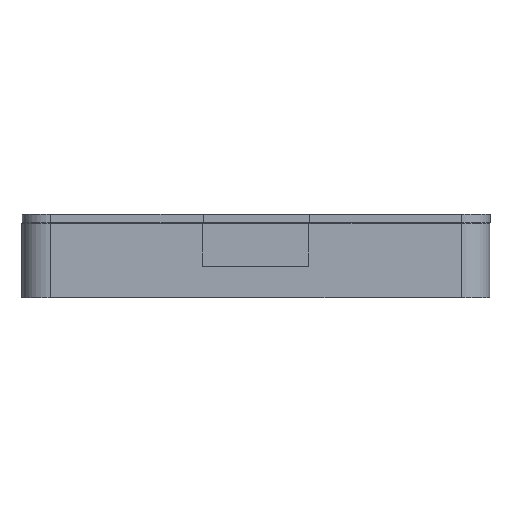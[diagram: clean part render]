
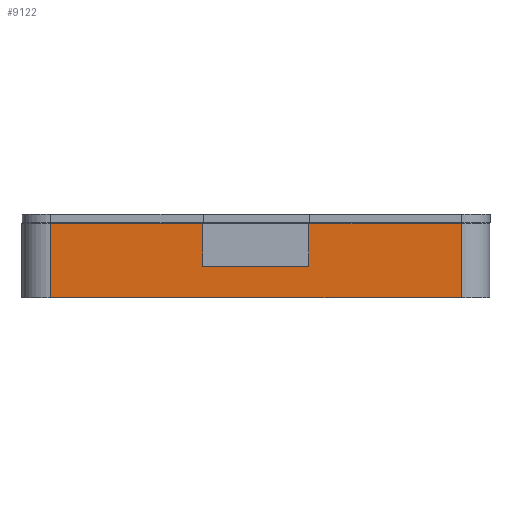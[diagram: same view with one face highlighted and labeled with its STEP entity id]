
A CAD part, left-side view. The second image highlights one B-rep face of the part: STEP entity #9122.
In plain terms, the highlighted planar face has unit normal (-1, 0, 0).
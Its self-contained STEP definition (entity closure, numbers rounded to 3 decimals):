
#1610=FACE_OUTER_BOUND('',#2254,.T.);
#2254=EDGE_LOOP('',(#8411,#8412,#8413,#8414,#8415,#8416,#8417,#8418));
#2935=LINE('',#17227,#3633);
#2943=LINE('',#17243,#3641);
#2949=LINE('',#17268,#3647);
#2950=LINE('',#17271,#3648);
#2951=LINE('',#17272,#3649);
#2952=LINE('',#17274,#3650);
#2953=LINE('',#17276,#3651);
#2954=LINE('',#17277,#3652);
#3633=VECTOR('',#11342,10.);
#3641=VECTOR('',#11350,10.);
#3647=VECTOR('',#11376,10.);
#3648=VECTOR('',#11379,10.);
#3649=VECTOR('',#11380,10.);
#3650=VECTOR('',#11381,10.);
#3651=VECTOR('',#11382,10.);
#3652=VECTOR('',#11383,10.);
#4520=VERTEX_POINT('',#17224);
#4521=VERTEX_POINT('',#17226);
#4528=VERTEX_POINT('',#17240);
#4529=VERTEX_POINT('',#17242);
#4538=VERTEX_POINT('',#17266);
#4539=VERTEX_POINT('',#17270);
#4540=VERTEX_POINT('',#17273);
#4541=VERTEX_POINT('',#17275);
#5819=EDGE_CURVE('',#4520,#4521,#2935,.T.);
#5827=EDGE_CURVE('',#4528,#4529,#2943,.T.);
#5840=EDGE_CURVE('',#4538,#4520,#2949,.T.);
#5841=EDGE_CURVE('',#4538,#4539,#2950,.T.);
#5842=EDGE_CURVE('',#4529,#4539,#2951,.T.);
#5843=EDGE_CURVE('',#4528,#4540,#2952,.T.);
#5844=EDGE_CURVE('',#4540,#4541,#2953,.T.);
#5845=EDGE_CURVE('',#4541,#4521,#2954,.T.);
#8411=ORIENTED_EDGE('',*,*,#5840,.F.);
#8412=ORIENTED_EDGE('',*,*,#5841,.T.);
#8413=ORIENTED_EDGE('',*,*,#5842,.F.);
#8414=ORIENTED_EDGE('',*,*,#5827,.F.);
#8415=ORIENTED_EDGE('',*,*,#5843,.T.);
#8416=ORIENTED_EDGE('',*,*,#5844,.T.);
#8417=ORIENTED_EDGE('',*,*,#5845,.T.);
#8418=ORIENTED_EDGE('',*,*,#5819,.F.);
#8664=PLANE('',#9682);
#9122=ADVANCED_FACE('',(#1610),#8664,.T.);
#9682=AXIS2_PLACEMENT_3D('',#17269,#11377,#11378);
#11342=DIRECTION('',(0.,-1.,0.));
#11350=DIRECTION('',(0.,-1.,0.));
#11376=DIRECTION('',(0.,0.,1.));
#11377=DIRECTION('center_axis',(-1.,0.,0.));
#11378=DIRECTION('ref_axis',(0.,-1.,0.));
#11379=DIRECTION('',(0.,-1.,0.));
#11380=DIRECTION('',(0.,0.,-1.));
#11381=DIRECTION('',(0.,0.,-1.));
#11382=DIRECTION('',(0.,1.,0.));
#11383=DIRECTION('',(0.,0.,1.));
#17224=CARTESIAN_POINT('',(-10.,5.,13.));
#17226=CARTESIAN_POINT('',(-10.,-21.56,13.));
#17227=CARTESIAN_POINT('',(-10.,10.,13.));
#17240=CARTESIAN_POINT('',(-10.,-40.06,13.));
#17242=CARTESIAN_POINT('',(-10.,-66.62,13.));
#17243=CARTESIAN_POINT('',(-10.,10.,13.));
#17266=CARTESIAN_POINT('',(-10.,5.,0.));
#17268=CARTESIAN_POINT('',(-10.,5.,0.));
#17269=CARTESIAN_POINT('Origin',(-10.,10.,0.));
#17270=CARTESIAN_POINT('',(-10.,-66.62,0.));
#17271=CARTESIAN_POINT('',(-10.,10.,0.));
#17272=CARTESIAN_POINT('',(-10.,-66.62,0.));
#17273=CARTESIAN_POINT('',(-10.,-40.06,5.5));
#17274=CARTESIAN_POINT('',(-10.,-40.06,6.5));
#17275=CARTESIAN_POINT('',(-10.,-21.56,5.5));
#17276=CARTESIAN_POINT('',(-10.,-10.405,5.5));
#17277=CARTESIAN_POINT('',(-10.,-21.56,6.5));
